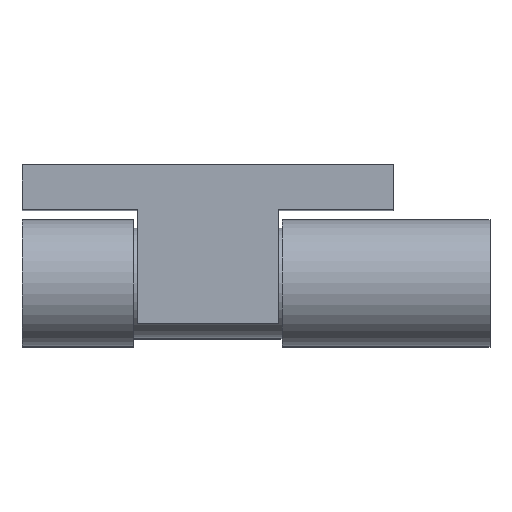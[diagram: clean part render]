
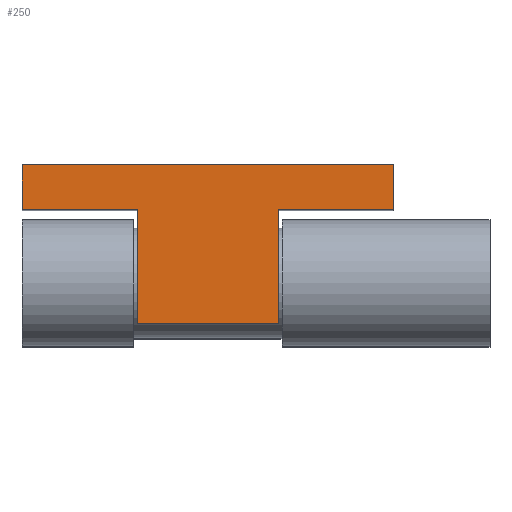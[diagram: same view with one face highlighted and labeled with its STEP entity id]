
A CAD part, top view. The second image highlights one B-rep face of the part: STEP entity #250.
In plain terms, the highlighted planar face has unit normal (0, 0, 1).
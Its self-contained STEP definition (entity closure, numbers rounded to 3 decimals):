
#250=ADVANCED_FACE('',(#615),#616,.T.);
#615=FACE_OUTER_BOUND('',#1116,.T.);
#616=PLANE('',#1117);
#1116=EDGE_LOOP('',(#1803,#1804,#1805,#1806,#1807,#1808,#1809,#1810));
#1117=AXIS2_PLACEMENT_3D('',#1811,#1812,#1813);
#1803=ORIENTED_EDGE('',*,*,#2924,.F.);
#1804=ORIENTED_EDGE('',*,*,#2944,.F.);
#1805=ORIENTED_EDGE('',*,*,#2940,.F.);
#1806=ORIENTED_EDGE('',*,*,#2936,.F.);
#1807=ORIENTED_EDGE('',*,*,#2868,.F.);
#1808=ORIENTED_EDGE('',*,*,#2886,.F.);
#1809=ORIENTED_EDGE('',*,*,#2934,.F.);
#1810=ORIENTED_EDGE('',*,*,#2929,.F.);
#1811=CARTESIAN_POINT('',(0.,0.854,5.08));
#1812=DIRECTION('',(0.0,0.0,1.0));
#1813=DIRECTION('',(1.0,0.0,0.0));
#2868=EDGE_CURVE('',#3403,#3405,#3406,.T.);
#2886=EDGE_CURVE('',#3434,#3403,#3436,.T.);
#2924=EDGE_CURVE('',#3484,#3485,#3486,.T.);
#2929=EDGE_CURVE('',#3485,#3493,#3494,.T.);
#2934=EDGE_CURVE('',#3493,#3434,#3500,.T.);
#2936=EDGE_CURVE('',#3405,#3502,#3503,.T.);
#2940=EDGE_CURVE('',#3502,#3508,#3509,.T.);
#2944=EDGE_CURVE('',#3508,#3484,#3514,.T.);
#3403=VERTEX_POINT('',#4144);
#3405=VERTEX_POINT('',#4147);
#3406=LINE('',#4148,#4149);
#3434=VERTEX_POINT('',#4189);
#3436=LINE('',#4192,#4193);
#3484=VERTEX_POINT('',#4261);
#3485=VERTEX_POINT('',#4262);
#3486=LINE('',#4263,#4264);
#3493=VERTEX_POINT('',#4274);
#3494=LINE('',#4275,#4276);
#3500=LINE('',#4285,#4286);
#3502=VERTEX_POINT('',#4288);
#3503=LINE('',#4289,#4290);
#3508=VERTEX_POINT('',#4297);
#3509=LINE('',#4298,#4299);
#3514=LINE('',#4306,#4307);
#4144=CARTESIAN_POINT('',(-0.95,-0.55,5.08));
#4147=CARTESIAN_POINT('',(-0.95,0.99,5.08));
#4148=CARTESIAN_POINT('',(-0.95,-0.55,5.08));
#4149=VECTOR('',#5002,1.0);
#4189=CARTESIAN_POINT('',(0.95,-0.55,5.08));
#4192=CARTESIAN_POINT('',(0.95,-0.55,5.08));
#4193=VECTOR('',#5025,1.0);
#4261=CARTESIAN_POINT('',(2.5,1.59,5.08));
#4262=CARTESIAN_POINT('',(2.5,0.99,5.08));
#4263=CARTESIAN_POINT('',(2.5,1.59,5.08));
#4264=VECTOR('',#5055,1.0);
#4274=CARTESIAN_POINT('',(0.95,0.99,5.08));
#4275=CARTESIAN_POINT('',(2.5,0.99,5.08));
#4276=VECTOR('',#5059,1.0);
#4285=CARTESIAN_POINT('',(0.95,0.99,5.08));
#4286=VECTOR('',#5063,1.0);
#4288=CARTESIAN_POINT('',(-2.5,0.99,5.08));
#4289=CARTESIAN_POINT('',(-0.95,0.99,5.08));
#4290=VECTOR('',#5064,1.0);
#4297=CARTESIAN_POINT('',(-2.5,1.59,5.08));
#4298=CARTESIAN_POINT('',(-2.5,0.99,5.08));
#4299=VECTOR('',#5067,1.0);
#4306=CARTESIAN_POINT('',(-2.5,1.59,5.08));
#4307=VECTOR('',#5070,1.0);
#5002=DIRECTION('',(0.,1.0,0.0));
#5025=DIRECTION('',(-1.0,0.0,0.0));
#5055=DIRECTION('',(0.0,-1.0,0.0));
#5059=DIRECTION('',(-1.0,0.0,0.0));
#5063=DIRECTION('',(0.,-1.0,0.0));
#5064=DIRECTION('',(-1.0,0.0,0.0));
#5067=DIRECTION('',(0.0,1.0,0.0));
#5070=DIRECTION('',(1.0,0.0,0.0));
